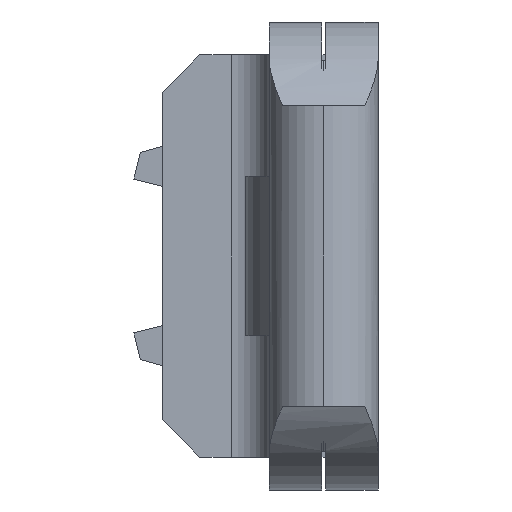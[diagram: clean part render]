
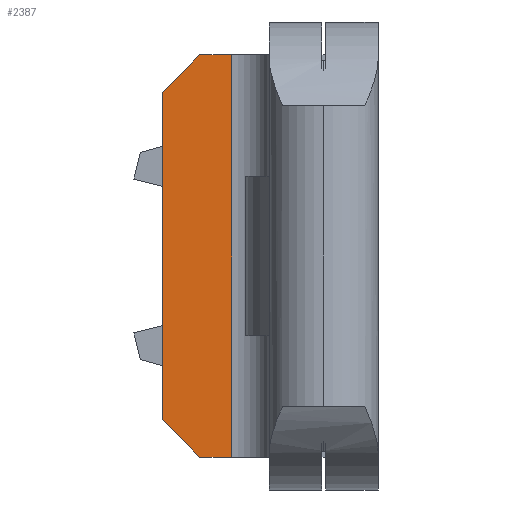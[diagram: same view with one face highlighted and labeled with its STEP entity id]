
A CAD part, left-side view. The second image highlights one B-rep face of the part: STEP entity #2387.
In plain terms, the highlighted planar face has unit normal (-1, 0, 0).
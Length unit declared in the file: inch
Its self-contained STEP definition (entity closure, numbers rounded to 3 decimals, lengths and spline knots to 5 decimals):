
#55 = DIRECTION ( 'NONE',  ( 0., -0.707, -0.707 ) ) ;
#138 = VERTEX_POINT ( 'NONE', #1805 ) ;
#253 = AXIS2_PLACEMENT_3D ( 'NONE', #4071, #587, #2140 ) ;
#302 = CARTESIAN_POINT ( 'NONE',  ( 0.861, 0.066, 0.107 ) ) ;
#387 = DIRECTION ( 'NONE',  ( 0., -1., 0. ) ) ;
#473 = EDGE_LOOP ( 'NONE', ( #3372, #1489, #2264, #3857, #3295, #3643 ) ) ;
#475 = DIRECTION ( 'NONE',  ( 0., 0., -1. ) ) ;
#587 = DIRECTION ( 'NONE',  ( 1., 0., 0. ) ) ;
#610 = CARTESIAN_POINT ( 'NONE',  ( 0.861, 0.086, 0.1245 ) ) ;
#635 = CARTESIAN_POINT ( 'NONE',  ( 0.861, 0.066, 0.107 ) ) ;
#645 = CARTESIAN_POINT ( 'NONE',  ( 0.861, 0.086, 0.107 ) ) ;
#912 = VECTOR ( 'NONE', #387, 39.37008 ) ;
#981 = VECTOR ( 'NONE', #55, 39.37008 ) ;
#983 = FACE_OUTER_BOUND ( 'NONE', #473, .T. ) ;
#1098 = CARTESIAN_POINT ( 'NONE',  ( 0.861, 0.049, -0.107 ) ) ;
#1489 = ORIENTED_EDGE ( 'NONE', *, *, #4433, .T. ) ;
#1691 = CARTESIAN_POINT ( 'NONE',  ( 0.861, 0.049, 0.107 ) ) ;
#1805 = CARTESIAN_POINT ( 'NONE',  ( 0.861, 0.066, -0.107 ) ) ;
#1887 = CARTESIAN_POINT ( 'NONE',  ( 0.861, 0.086, -0.087 ) ) ;
#2016 = LINE ( 'NONE', #3540, #981 ) ;
#2140 = DIRECTION ( 'NONE',  ( 0., 0., -1. ) ) ;
#2160 = DIRECTION ( 'NONE',  ( 0., 0., -1. ) ) ;
#2185 = DIRECTION ( 'NONE',  ( 0., 0.707, -0.707 ) ) ;
#2192 = DIRECTION ( 'NONE',  ( 0., 1., 0. ) ) ;
#2197 = CARTESIAN_POINT ( 'NONE',  ( 0.861, 0.086, 0.087 ) ) ;
#2264 = ORIENTED_EDGE ( 'NONE', *, *, #4753, .T. ) ;
#2315 = LINE ( 'NONE', #3878, #912 ) ;
#2387 = ADVANCED_FACE ( 'NONE', ( #983 ), #2487, .F. ) ;
#2397 = LINE ( 'NONE', #3964, #3064 ) ;
#2487 = PLANE ( 'NONE',  #253 ) ;
#2685 = VERTEX_POINT ( 'NONE', #1691 ) ;
#2801 = VERTEX_POINT ( 'NONE', #2197 ) ;
#2853 = VERTEX_POINT ( 'NONE', #1887 ) ;
#2940 = EDGE_CURVE ( 'NONE', #138, #4485, #2315, .T. ) ;
#3003 = EDGE_CURVE ( 'NONE', #2853, #138, #2016, .T. ) ;
#3064 = VECTOR ( 'NONE', #475, 39.37008 ) ;
#3295 = ORIENTED_EDGE ( 'NONE', *, *, #2940, .T. ) ;
#3372 = ORIENTED_EDGE ( 'NONE', *, *, #5048, .T. ) ;
#3400 = EDGE_CURVE ( 'NONE', #2685, #4485, #2397, .T. ) ;
#3540 = CARTESIAN_POINT ( 'NONE',  ( 0.861, 0.066, -0.107 ) ) ;
#3643 = ORIENTED_EDGE ( 'NONE', *, *, #3400, .F. ) ;
#3714 = VERTEX_POINT ( 'NONE', #302 ) ;
#3857 = ORIENTED_EDGE ( 'NONE', *, *, #3003, .T. ) ;
#3878 = CARTESIAN_POINT ( 'NONE',  ( 0.861, 0.086, -0.107 ) ) ;
#3964 = CARTESIAN_POINT ( 'NONE',  ( 0.861, 0.049, 0.1245 ) ) ;
#3979 = VECTOR ( 'NONE', #2192, 39.37008 ) ;
#4071 = CARTESIAN_POINT ( 'NONE',  ( 0.861, 0.086, 0.1245 ) ) ;
#4095 = LINE ( 'NONE', #610, #4406 ) ;
#4118 = LINE ( 'NONE', #635, #4508 ) ;
#4124 = LINE ( 'NONE', #645, #3979 ) ;
#4406 = VECTOR ( 'NONE', #2160, 39.37008 ) ;
#4433 = EDGE_CURVE ( 'NONE', #3714, #2801, #4118, .T. ) ;
#4485 = VERTEX_POINT ( 'NONE', #1098 ) ;
#4508 = VECTOR ( 'NONE', #2185, 39.37008 ) ;
#4753 = EDGE_CURVE ( 'NONE', #2801, #2853, #4095, .T. ) ;
#5048 = EDGE_CURVE ( 'NONE', #2685, #3714, #4124, .T. ) ;
